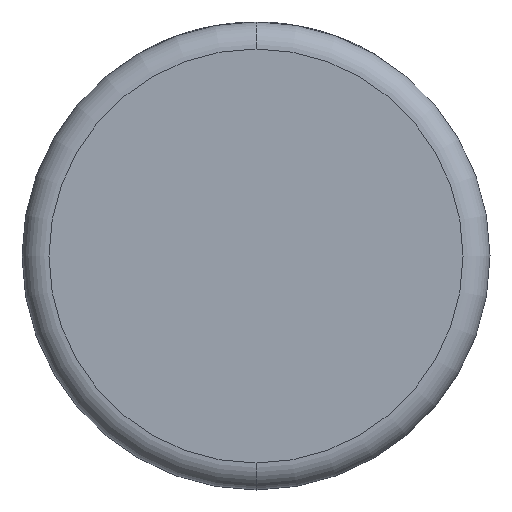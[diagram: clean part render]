
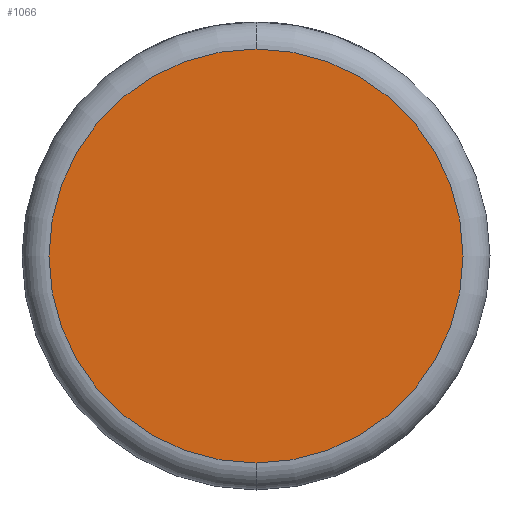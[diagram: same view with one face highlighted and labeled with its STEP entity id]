
A CAD part, front view. The second image highlights one B-rep face of the part: STEP entity #1066.
In plain terms, the highlighted planar face has unit normal (0, -1, 0).
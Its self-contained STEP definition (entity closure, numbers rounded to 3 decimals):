
#280 = DIRECTION ( 'NONE',  ( 0., 0., 1. ) ) ;
#411 = DIRECTION ( 'NONE',  ( 0., 0., 1. ) ) ;
#606 = EDGE_CURVE ( 'NONE', #3202, #4366, #4683, .T. ) ;
#860 = PLANE ( 'NONE',  #1059 ) ;
#903 = CARTESIAN_POINT ( 'NONE',  ( 0., 0., 15.926 ) ) ;
#1059 = AXIS2_PLACEMENT_3D ( 'NONE', #1834, #3411, #411 ) ;
#1066 = ADVANCED_FACE ( 'NONE', ( #3458 ), #860, .F. ) ;
#1355 = ORIENTED_EDGE ( 'NONE', *, *, #3475, .T. ) ;
#1834 = CARTESIAN_POINT ( 'NONE',  ( 0., 0., 0. ) ) ;
#2071 = CARTESIAN_POINT ( 'NONE',  ( 0., 0., 0. ) ) ;
#2418 = DIRECTION ( 'NONE',  ( 0., -1., 0. ) ) ;
#2560 = CARTESIAN_POINT ( 'NONE',  ( 0., 0., 0. ) ) ;
#2582 = ORIENTED_EDGE ( 'NONE', *, *, #606, .T. ) ;
#2916 = CARTESIAN_POINT ( 'NONE',  ( 0., 0., -15.926 ) ) ;
#2942 = DIRECTION ( 'NONE',  ( 0., -1., 0. ) ) ;
#3202 = VERTEX_POINT ( 'NONE', #903 ) ;
#3300 = AXIS2_PLACEMENT_3D ( 'NONE', #2560, #2942, #280 ) ;
#3356 = AXIS2_PLACEMENT_3D ( 'NONE', #2071, #2418, #4659 ) ;
#3411 = DIRECTION ( 'NONE',  ( 0., 1., 0. ) ) ;
#3458 = FACE_OUTER_BOUND ( 'NONE', #4319, .T. ) ;
#3475 = EDGE_CURVE ( 'NONE', #4366, #3202, #4778, .T. ) ;
#4319 = EDGE_LOOP ( 'NONE', ( #2582, #1355 ) ) ;
#4366 = VERTEX_POINT ( 'NONE', #2916 ) ;
#4659 = DIRECTION ( 'NONE',  ( 0., 0., 1. ) ) ;
#4683 = CIRCLE ( 'NONE', #3300, 15.926 ) ;
#4778 = CIRCLE ( 'NONE', #3356, 15.926 ) ;
